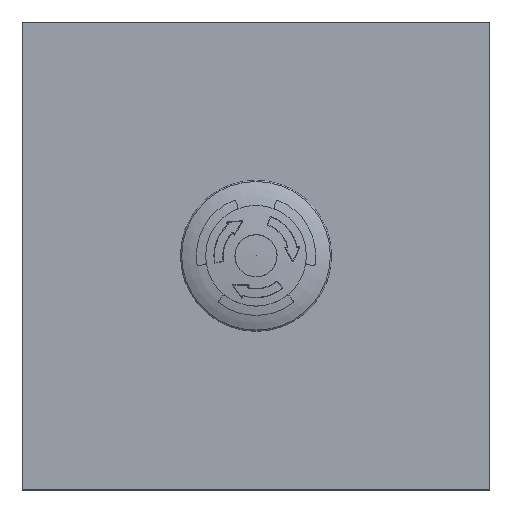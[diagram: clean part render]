
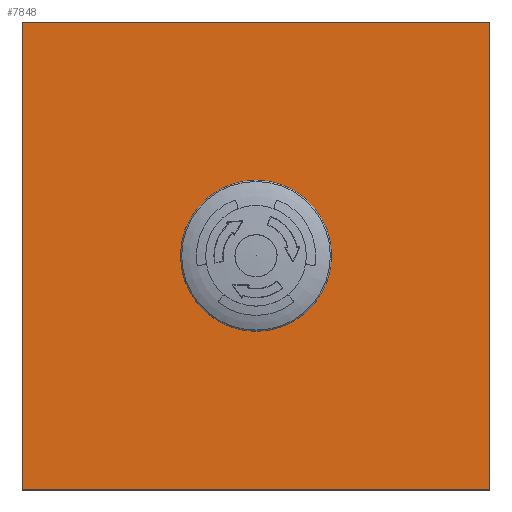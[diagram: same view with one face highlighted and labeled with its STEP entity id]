
A CAD part, top view. The second image highlights one B-rep face of the part: STEP entity #7848.
In plain terms, the highlighted planar face has unit normal (0, 0, 1).
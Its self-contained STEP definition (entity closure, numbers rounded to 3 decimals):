
#530=PLANE('',#8860);
#1224=LINE('',#17098,#1595);
#1228=LINE('',#17106,#1599);
#1231=LINE('',#17112,#1602);
#1233=LINE('',#17120,#1604);
#1595=VECTOR('',#10882,1000.);
#1599=VECTOR('',#10888,1000.);
#1602=VECTOR('',#10893,1000.);
#1604=VECTOR('',#10903,1000.);
#3847=ORIENTED_EDGE('',*,*,#4983,.T.);
#3848=ORIENTED_EDGE('',*,*,#4975,.T.);
#3849=ORIENTED_EDGE('',*,*,#4979,.T.);
#3850=ORIENTED_EDGE('',*,*,#4982,.T.);
#3851=ORIENTED_EDGE('',*,*,#4986,.T.);
#4975=EDGE_CURVE('',#5702,#5701,#1224,.T.);
#4979=EDGE_CURVE('',#5701,#5704,#1228,.T.);
#4982=EDGE_CURVE('',#5704,#5706,#1231,.T.);
#4983=EDGE_CURVE('',#5707,#5707,#6116,.T.);
#4986=EDGE_CURVE('',#5706,#5702,#1233,.T.);
#5701=VERTEX_POINT('',#17097);
#5702=VERTEX_POINT('',#17099);
#5704=VERTEX_POINT('',#17105);
#5706=VERTEX_POINT('',#17111);
#5707=VERTEX_POINT('',#17115);
#6116=CIRCLE('',#8857,11.);
#6686=EDGE_LOOP('',(#3847));
#6687=EDGE_LOOP('',(#3848,#3849,#3850,#3851));
#7260=FACE_BOUND('',#6686,.T.);
#7261=FACE_BOUND('',#6687,.T.);
#7848=ADVANCED_FACE('',(#7260,#7261),#530,.T.);
#8857=AXIS2_PLACEMENT_3D('',#17114,#10896,#10897);
#8860=AXIS2_PLACEMENT_3D('',#17121,#10904,#10905);
#10882=DIRECTION('',(0.,-1.,0.));
#10888=DIRECTION('',(1.,0.,0.));
#10893=DIRECTION('',(0.,1.,0.));
#10896=DIRECTION('',(0.,0.,-1.));
#10897=DIRECTION('',(1.,0.,0.));
#10903=DIRECTION('',(-1.,0.,0.));
#10904=DIRECTION('',(0.,0.,1.));
#10905=DIRECTION('',(1.,0.,0.));
#17097=CARTESIAN_POINT('',(-50.,-50.,-0.001));
#17098=CARTESIAN_POINT('',(-50.,50.,-0.001));
#17099=CARTESIAN_POINT('',(-50.,50.,-0.001));
#17105=CARTESIAN_POINT('',(50.,-50.,-0.001));
#17106=CARTESIAN_POINT('',(-50.,-50.,-0.001));
#17111=CARTESIAN_POINT('',(50.,50.,-0.001));
#17112=CARTESIAN_POINT('',(50.,-50.,-0.001));
#17114=CARTESIAN_POINT('',(0.,0.,-0.001));
#17115=CARTESIAN_POINT('',(11.,0.,-0.001));
#17120=CARTESIAN_POINT('',(50.,50.,-0.001));
#17121=CARTESIAN_POINT('',(0.,0.,-0.001));
